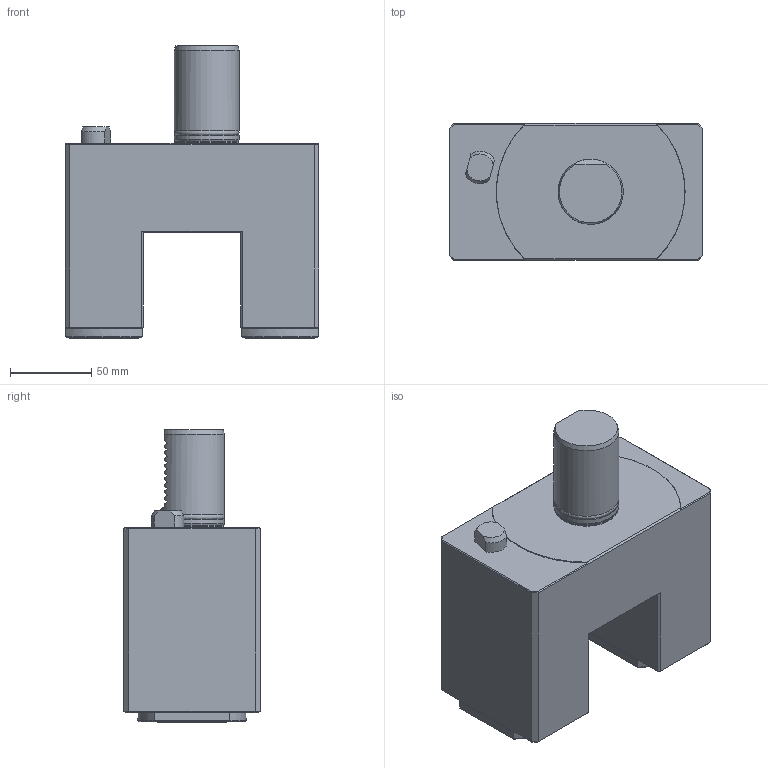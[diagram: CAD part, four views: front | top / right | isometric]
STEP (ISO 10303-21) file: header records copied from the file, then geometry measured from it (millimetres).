
FILE_DESCRIPTION(/* description */ ('Unknown'),/* implementation_level */ '2;1');
FILE_NAME(/* name */ 'C4_TLE_MZ40X_DT_ET_SIM',/* time_stamp */ '2023-04-24T11:52:09+02:00',/* author */ ('WTO KS'),/* organization */ ('WTO'),/* preprocessor_version */ 'ST-DEVELOPER v16.7',/* originating_system */ 'DEX',/* authorisation */ $);
FILE_SCHEMA (('AUTOMOTIVE_DESIGN {1 0 10303 214 3 1 1}'));
Length unit declared in the file: millimetre
Products named in the file (1): 119462_C4-TLE-MZ40X-DT-ET_vereinfacht_STP_00474623
Bounding box: 156 x 84 x 180 mm (x, y, z)
Volume: 1271251.4 mm3; surface area: 99545.4 mm2
Topology: 2 solids, 10 shells, 250 faces, 647 edges, 422 vertices
Faces by surface type: plane 136, cylinder 61, cone 31, torus 11, sphere 8, bspline 3
Full cylindrical faces by diameter (mm): 2.5 x2, 4.495 x8, 5.183 x8, 5.994 x8, 7.193 x16, 7.464 x4, 11.988 x1, 36.5 x1, 39 x1, 39.96 x2, 40 x2
Entity records: 7217 total; most frequent: CARTESIAN_POINT 1818, DIRECTION 1141, ORIENTED_EDGE 954, EDGE_CURVE 477, AXIS2_PLACEMENT_3D 476, FACE_BOUND 387, EDGE_LOOP 386, VERTEX_POINT 352
